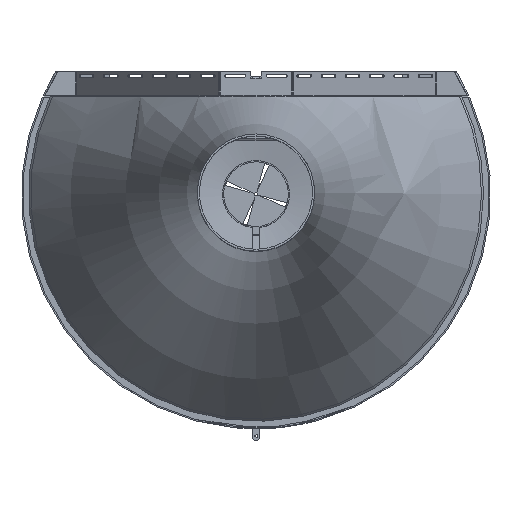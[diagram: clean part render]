
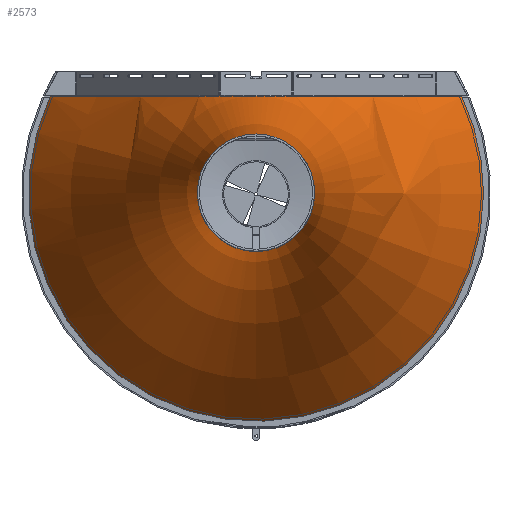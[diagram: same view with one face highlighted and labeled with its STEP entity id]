
A CAD part, top view. The second image highlights one B-rep face of the part: STEP entity #2573.
In plain terms, the highlighted toroidal (fillet/blend) face has major radius 1722.5 mm and minor radius 1600 mm.
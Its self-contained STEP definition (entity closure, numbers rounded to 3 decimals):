
#2573=ADVANCED_FACE('',(#5101,#5102),#5103,.F.);
#5101=FACE_OUTER_BOUND('',#7567,.T.);
#5102=FACE_OUTER_BOUND('',#7568,.T.);
#5103=TOROIDAL_SURFACE('',#7569,1722.5,1600.0);
#7567=EDGE_LOOP('',(#14550));
#7568=EDGE_LOOP('',(#14551,#14552));
#7569=AXIS2_PLACEMENT_3D('',#14553,#14554,#14555);
#14550=ORIENTED_EDGE('',*,*,#17459,.F.);
#14551=ORIENTED_EDGE('',*,*,#17457,.T.);
#14552=ORIENTED_EDGE('',*,*,#17445,.T.);
#14553=CARTESIAN_POINT('',(0.0,0.0,1880.655));
#14554=DIRECTION('',(0.0,0.0,1.0));
#14555=DIRECTION('',(1.0,0.0,0.0));
#17445=EDGE_CURVE('',#21486,#21484,#21487,.T.);
#17457=EDGE_CURVE('',#21484,#21486,#21503,.T.);
#17459=EDGE_CURVE('',#21505,#21505,#21506,.T.);
#21484=VERTEX_POINT('',#28289);
#21486=VERTEX_POINT('',#28294);
#21487=B_SPLINE_CURVE_WITH_KNOTS('',3,(#28295,#28296,#28297,#28298,#28299,#28300,#28301,#28302,#28303,#28304,#28305,#28306,#28307,#28308,#28309,#28310,#28311,#28312,#28313,#28314,#28315,#28316,#28317,#28318,#28319,#28320,#28321,#28322,#28323,#28324,#28325,#28326,#28327,#28328,#28329,#28330,#28331,#28332,#28333,#28334,#28335,#28336,#28337,#28338,#28339,#28340,#28341,#28342,#28343,#28344,#28345,#28346,#28347,#28348,#28349,#28350,#28351,#28352,#28353,#28354,#28355,#28356,#28357,#28358,#28359,#28360,#28361,#28362,#28363,#28364,#28365,#28366,#28367,#28368,#28369,#28370,#28371,#28372,#28373,#28374,#28375,#28376,#28377,#28378,#28379,#28380,#28381,#28382,#28383,#28384,#28385,#28386,#28387,#28388,#28389,#28390,#28391,#28392,#28393,#28394,#28395,#28396,#28397,#28398,#28399,#28400,#28401,#28402,#28403,#28404),.UNSPECIFIED.,.F.,.F.,(4,2,2,2,2,2,2,2,2,2,2,2,2,2,2,2,2,2,2,2,2,2,2,2,2,2,2,2,2,1,1,2,2,2,2,2,2,2,2,2,2,2,2,2,2,2,2,2,2,2,2,2,2,2,2,4),(18.123,18.207,18.291,18.334,18.376,18.418,18.46,18.503,18.545,18.587,18.608,18.629,18.65,18.671,18.693,18.714,18.724,18.73,18.735,18.745,18.756,18.761,18.767,18.777,18.788,18.793,18.798,18.799,18.8,18.801,18.803,18.809,18.819,18.825,18.827,18.83,18.84,18.851,18.862,18.867,18.872,18.883,18.904,18.925,18.946,18.967,18.988,19.009,19.052,19.094,19.136,19.178,19.22,19.305,19.389,19.474),.UNSPECIFIED.);
#21503=CIRCLE('',#28435,475.0);
#21505=VERTEX_POINT('',#28437);
#21506=CIRCLE('',#28438,122.5);
#28289=CARTESIAN_POINT('',(-429.673,202.5,878.785));
#28294=CARTESIAN_POINT('',(429.673,202.5,878.785));
#28295=CARTESIAN_POINT('',(429.673,202.5,878.785));
#28296=CARTESIAN_POINT('',(411.217,202.5,899.573));
#28297=CARTESIAN_POINT('',(393.171,202.5,920.722));
#28298=CARTESIAN_POINT('',(357.824,202.5,963.681));
#28299=CARTESIAN_POINT('',(340.525,202.5,985.492));
#28300=CARTESIAN_POINT('',(315.063,202.5,1018.639));
#28301=CARTESIAN_POINT('',(306.657,202.5,1029.759));
#28302=CARTESIAN_POINT('',(289.988,202.5,1052.128));
#28303=CARTESIAN_POINT('',(281.725,202.5,1063.377));
#28304=CARTESIAN_POINT('',(265.336,202.5,1085.967));
#28305=CARTESIAN_POINT('',(257.208,202.5,1097.308));
#28306=CARTESIAN_POINT('',(241.055,202.5,1120.064));
#28307=CARTESIAN_POINT('',(233.029,202.5,1131.479));
#28308=CARTESIAN_POINT('',(217.041,202.5,1154.351));
#28309=CARTESIAN_POINT('',(209.078,202.5,1165.809));
#28310=CARTESIAN_POINT('',(193.158,202.5,1188.73));
#28311=CARTESIAN_POINT('',(185.201,202.5,1200.193));
#28312=CARTESIAN_POINT('',(169.213,202.5,1223.066));
#28313=CARTESIAN_POINT('',(161.183,202.5,1234.476));
#28314=CARTESIAN_POINT('',(148.99,202.5,1251.485));
#28315=CARTESIAN_POINT('',(144.901,202.5,1257.137));
#28316=CARTESIAN_POINT('',(136.649,202.5,1268.387));
#28317=CARTESIAN_POINT('',(132.487,202.5,1273.986));
#28318=CARTESIAN_POINT('',(124.059,202.5,1285.11));
#28319=CARTESIAN_POINT('',(119.794,202.5,1290.635));
#28320=CARTESIAN_POINT('',(111.136,202.5,1301.563));
#28321=CARTESIAN_POINT('',(106.741,202.5,1306.968));
#28322=CARTESIAN_POINT('',(97.766,202.5,1317.613));
#28323=CARTESIAN_POINT('',(93.187,202.5,1322.854));
#28324=CARTESIAN_POINT('',(83.767,202.5,1333.1));
#28325=CARTESIAN_POINT('',(78.927,202.5,1338.108));
#28326=CARTESIAN_POINT('',(71.378,202.5,1345.36));
#28327=CARTESIAN_POINT('',(68.813,202.5,1347.734));
#28328=CARTESIAN_POINT('',(64.875,202.5,1351.214));
#28329=CARTESIAN_POINT('',(63.547,202.5,1352.361));
#28330=CARTESIAN_POINT('',(60.866,202.5,1354.616));
#28331=CARTESIAN_POINT('',(59.513,202.5,1355.726));
#28332=CARTESIAN_POINT('',(55.412,202.5,1358.993));
#28333=CARTESIAN_POINT('',(52.62,202.5,1361.09));
#28334=CARTESIAN_POINT('',(46.897,202.5,1365.085));
#28335=CARTESIAN_POINT('',(43.966,202.5,1366.982));
#28336=CARTESIAN_POINT('',(39.437,202.5,1369.641));
#28337=CARTESIAN_POINT('',(37.905,202.5,1370.495));
#28338=CARTESIAN_POINT('',(34.791,202.5,1372.133));
#28339=CARTESIAN_POINT('',(33.219,202.5,1372.912));
#28340=CARTESIAN_POINT('',(28.456,202.5,1375.112));
#28341=CARTESIAN_POINT('',(25.218,202.5,1376.4));
#28342=CARTESIAN_POINT('',(18.594,202.5,1378.55));
#28343=CARTESIAN_POINT('',(15.208,202.5,1379.413));
#28344=CARTESIAN_POINT('',(9.995,202.5,1380.328));
#28345=CARTESIAN_POINT('',(8.247,202.5,1380.568));
#28346=CARTESIAN_POINT('',(4.745,202.5,1380.909));
#28347=CARTESIAN_POINT('',(2.987,202.5,1381.012));
#28348=CARTESIAN_POINT('',(1.004,202.5,1381.048));
#28349=CARTESIAN_POINT('',(0.783,202.5,1381.051));
#28350=CARTESIAN_POINT('',(0.342,202.5,1381.055));
#28351=CARTESIAN_POINT('',(0.123,202.5,1381.056));
#28352=CARTESIAN_POINT('',(-0.549,202.5,1381.055));
#28353=CARTESIAN_POINT('',(-1.889,202.5,1381.039));
#28354=CARTESIAN_POINT('',(-5.,202.5,1380.909));
#28355=CARTESIAN_POINT('',(-7.636,202.5,1380.64));
#28356=CARTESIAN_POINT('',(-12.87,202.5,1379.905));
#28357=CARTESIAN_POINT('',(-16.308,202.5,1379.149));
#28358=CARTESIAN_POINT('',(-21.397,202.5,1377.659));
#28359=CARTESIAN_POINT('',(-23.082,202.5,1377.104));
#28360=CARTESIAN_POINT('',(-25.593,202.5,1376.186));
#28361=CARTESIAN_POINT('',(-26.428,202.5,1375.865));
#28362=CARTESIAN_POINT('',(-28.082,202.5,1375.203));
#28363=CARTESIAN_POINT('',(-28.901,202.5,1374.859));
#28364=CARTESIAN_POINT('',(-32.968,202.5,1373.089));
#28365=CARTESIAN_POINT('',(-36.117,202.5,1371.498));
#28366=CARTESIAN_POINT('',(-42.252,202.5,1368.039));
#28367=CARTESIAN_POINT('',(-45.238,202.5,1366.17));
#28368=CARTESIAN_POINT('',(-51.076,202.5,1362.21));
#28369=CARTESIAN_POINT('',(-53.928,202.5,1360.118));
#28370=CARTESIAN_POINT('',(-58.126,202.5,1356.842));
#28371=CARTESIAN_POINT('',(-59.509,202.5,1355.729));
#28372=CARTESIAN_POINT('',(-62.235,202.5,1353.475));
#28373=CARTESIAN_POINT('',(-63.58,202.5,1352.333));
#28374=CARTESIAN_POINT('',(-67.565,202.5,1348.863));
#28375=CARTESIAN_POINT('',(-70.158,202.5,1346.495));
#28376=CARTESIAN_POINT('',(-77.781,202.5,1339.26));
#28377=CARTESIAN_POINT('',(-82.658,202.5,1334.261));
#28378=CARTESIAN_POINT('',(-92.138,202.5,1324.031));
#28379=CARTESIAN_POINT('',(-96.74,202.5,1318.798));
#28380=CARTESIAN_POINT('',(-105.751,202.5,1308.168));
#28381=CARTESIAN_POINT('',(-110.16,202.5,1302.77));
#28382=CARTESIAN_POINT('',(-118.841,202.5,1291.858));
#28383=CARTESIAN_POINT('',(-123.112,202.5,1286.343));
#28384=CARTESIAN_POINT('',(-131.555,202.5,1275.23));
#28385=CARTESIAN_POINT('',(-135.728,202.5,1269.63));
#28386=CARTESIAN_POINT('',(-144.002,202.5,1258.372));
#28387=CARTESIAN_POINT('',(-148.104,202.5,1252.713));
#28388=CARTESIAN_POINT('',(-160.336,202.5,1235.673));
#28389=CARTESIAN_POINT('',(-168.394,202.5,1224.233));
#28390=CARTESIAN_POINT('',(-184.434,202.5,1201.296));
#28391=CARTESIAN_POINT('',(-192.417,202.5,1189.797));
#28392=CARTESIAN_POINT('',(-208.387,202.5,1166.804));
#28393=CARTESIAN_POINT('',(-216.374,202.5,1155.309));
#28394=CARTESIAN_POINT('',(-232.407,202.5,1132.365));
#28395=CARTESIAN_POINT('',(-240.453,202.5,1120.917));
#28396=CARTESIAN_POINT('',(-256.643,202.5,1098.099));
#28397=CARTESIAN_POINT('',(-264.787,202.5,1086.729));
#28398=CARTESIAN_POINT('',(-289.411,202.5,1052.772));
#28399=CARTESIAN_POINT('',(-306.085,202.5,1030.339));
#28400=CARTESIAN_POINT('',(-340.114,202.5,986.016));
#28401=CARTESIAN_POINT('',(-357.467,202.5,964.125));
#28402=CARTESIAN_POINT('',(-392.96,202.5,920.969));
#28403=CARTESIAN_POINT('',(-411.1,202.5,899.705));
#28404=CARTESIAN_POINT('',(-429.673,202.5,878.785));
#28435=AXIS2_PLACEMENT_3D('',#31188,#31189,#31190);
#28437=CARTESIAN_POINT('',(122.5,0.0,1880.655));
#28438=AXIS2_PLACEMENT_3D('',#31191,#31192,#31193);
#31188=CARTESIAN_POINT('',(0.0,0.0,878.785));
#31189=DIRECTION('',(0.0,0.0,1.0));
#31190=DIRECTION('',(1.0,0.0,0.0));
#31191=CARTESIAN_POINT('',(0.0,0.0,1880.655));
#31192=DIRECTION('',(0.0,0.0,1.0));
#31193=DIRECTION('',(1.0,0.0,0.0));
